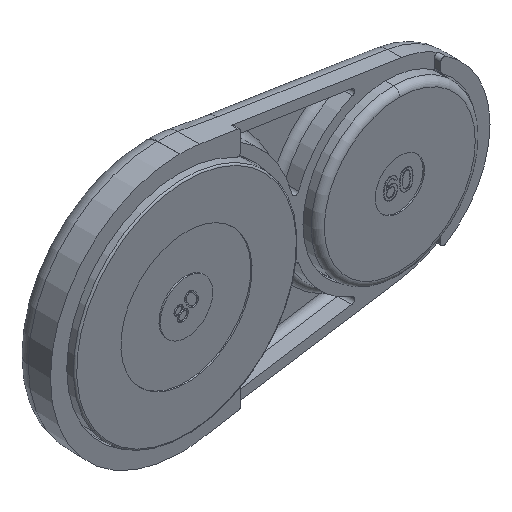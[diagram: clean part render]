
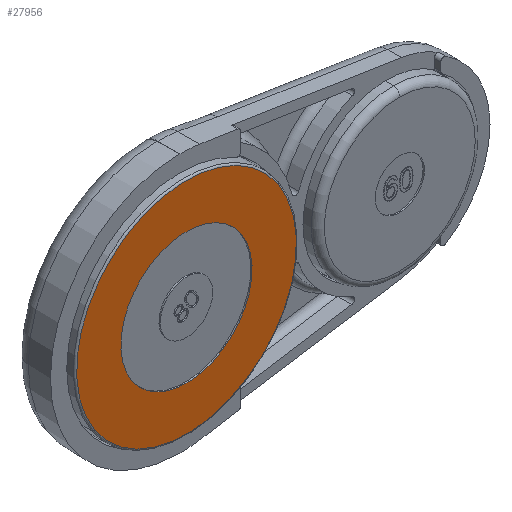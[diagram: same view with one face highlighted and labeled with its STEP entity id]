
A CAD part, isometric view. The second image highlights one B-rep face of the part: STEP entity #27956.
In plain terms, the highlighted face is planar.
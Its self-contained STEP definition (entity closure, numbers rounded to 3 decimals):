
#723 = CARTESIAN_POINT ( 'NONE',  ( 0., 0., 0. ) ) ;
#1096 = DIRECTION ( 'NONE',  ( -1., 0., 0. ) ) ;
#1141 = CIRCLE ( 'NONE', #7530, 20. ) ;
#1181 = AXIS2_PLACEMENT_3D ( 'NONE', #19155, #23682, #9776 ) ;
#1277 = VERTEX_POINT ( 'NONE', #5542 ) ;
#1519 = AXIS2_PLACEMENT_3D ( 'NONE', #16191, #1543, #18485 ) ;
#1543 = DIRECTION ( 'NONE',  ( 0., 1., 0. ) ) ;
#3184 = DIRECTION ( 'NONE',  ( -1., 0., 0. ) ) ;
#3268 = ORIENTED_EDGE ( 'NONE', *, *, #16098, .F. ) ;
#3512 = ORIENTED_EDGE ( 'NONE', *, *, #6047, .T. ) ;
#4165 = VERTEX_POINT ( 'NONE', #22971 ) ;
#4459 = CIRCLE ( 'NONE', #1519, 33.5 ) ;
#5542 = CARTESIAN_POINT ( 'NONE',  ( -20., 0., 0. ) ) ;
#5768 = EDGE_LOOP ( 'NONE', ( #3268, #15424 ) ) ;
#6047 = EDGE_CURVE ( 'NONE', #12970, #4165, #4459, .T. ) ;
#6479 = DIRECTION ( 'NONE',  ( 0., 1., 0. ) ) ;
#6672 = EDGE_LOOP ( 'NONE', ( #3512, #22548 ) ) ;
#7301 = PLANE ( 'NONE',  #1181 ) ;
#7530 = AXIS2_PLACEMENT_3D ( 'NONE', #723, #17696, #3184 ) ;
#9776 = DIRECTION ( 'NONE',  ( -1., 0., 0. ) ) ;
#10559 = EDGE_CURVE ( 'NONE', #17254, #1277, #28210, .T. ) ;
#12859 = FACE_BOUND ( 'NONE', #5768, .T. ) ;
#12970 = VERTEX_POINT ( 'NONE', #14474 ) ;
#14474 = CARTESIAN_POINT ( 'NONE',  ( -33.5, 0., 0. ) ) ;
#15424 = ORIENTED_EDGE ( 'NONE', *, *, #10559, .F. ) ;
#15760 = DIRECTION ( 'NONE',  ( 0., 1., 0. ) ) ;
#16098 = EDGE_CURVE ( 'NONE', #1277, #17254, #1141, .T. ) ;
#16191 = CARTESIAN_POINT ( 'NONE',  ( 0., 0., 0. ) ) ;
#16272 = EDGE_CURVE ( 'NONE', #4165, #12970, #28459, .T. ) ;
#17254 = VERTEX_POINT ( 'NONE', #21959 ) ;
#17696 = DIRECTION ( 'NONE',  ( 0., 1., 0. ) ) ;
#18485 = DIRECTION ( 'NONE',  ( -1., 0., 0. ) ) ;
#19155 = CARTESIAN_POINT ( 'NONE',  ( -20., 0., 0. ) ) ;
#19887 = FACE_OUTER_BOUND ( 'NONE', #6672, .T. ) ;
#20815 = CARTESIAN_POINT ( 'NONE',  ( 0., 0., 0. ) ) ;
#21959 = CARTESIAN_POINT ( 'NONE',  ( 20., 0., 0. ) ) ;
#22548 = ORIENTED_EDGE ( 'NONE', *, *, #16272, .T. ) ;
#22971 = CARTESIAN_POINT ( 'NONE',  ( 33.5, 0., 0. ) ) ;
#22976 = DIRECTION ( 'NONE',  ( -1., 0., 0. ) ) ;
#23682 = DIRECTION ( 'NONE',  ( 0., 1., 0. ) ) ;
#24692 = AXIS2_PLACEMENT_3D ( 'NONE', #20815, #6479, #22976 ) ;
#27094 = AXIS2_PLACEMENT_3D ( 'NONE', #28943, #15760, #1096 ) ;
#27956 = ADVANCED_FACE ( 'NONE', ( #19887, #12859 ), #7301, .T. ) ;
#28210 = CIRCLE ( 'NONE', #27094, 20. ) ;
#28459 = CIRCLE ( 'NONE', #24692, 33.5 ) ;
#28943 = CARTESIAN_POINT ( 'NONE',  ( 0., 0., 0. ) ) ;
